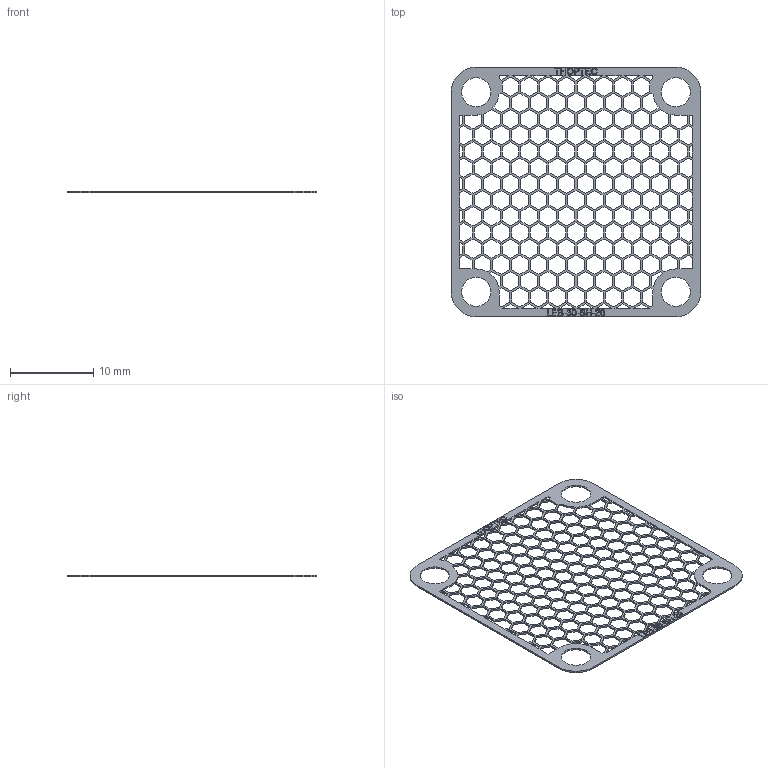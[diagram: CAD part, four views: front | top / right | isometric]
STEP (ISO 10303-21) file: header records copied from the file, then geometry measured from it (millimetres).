
FILE_DESCRIPTION (( 'STEP AP214' ), '1' );
FILE_NAME ('LEB-30-SH-20.STEP', '2013-05-16T09:14:07', ( '' ), ( '' ), 'SwSTEP 2.0', 'SolidWorks 2013', '' );
FILE_SCHEMA (( 'AUTOMOTIVE_DESIGN' ));
Length unit declared in the file: millimetre
Products named in the file (1): LEB-30-SH-20
Bounding box: 30 x 30 x 0.2 mm (x, y, z)
Volume: 60.5 mm3; surface area: 878 mm2
Topology: 1 solids, 1 shells, 1405 faces, 4134 edges, 2756 vertices
Faces by surface type: plane 1192, bspline 193, cylinder 20
Full cylindrical faces by diameter (mm): 3.5 x4
Entity records: 47728 total; most frequent: CARTESIAN_POINT 10801, ORIENTED_EDGE 8260, DIRECTION 6210, EDGE_CURVE 4130, LINE 3704, VECTOR 3704, VERTEX_POINT 2756, EDGE_LOOP 1818
